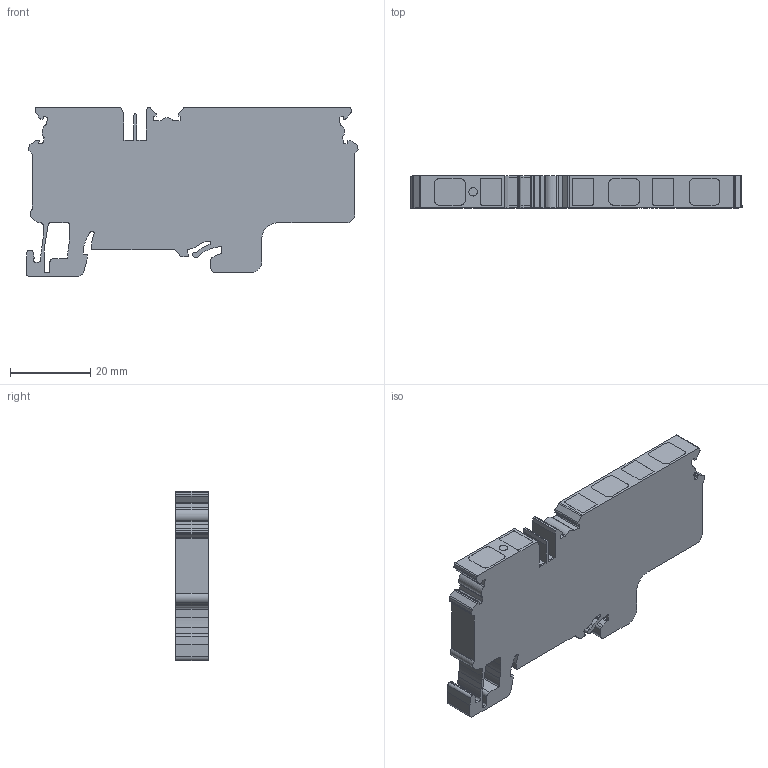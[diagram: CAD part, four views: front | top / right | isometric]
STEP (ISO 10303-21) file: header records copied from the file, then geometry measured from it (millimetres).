
FILE_DESCRIPTION(/* description */ (''),/* implementation_level */ '2;1');
FILE_NAME(/* name */ 'CXG6_3.stp',/* time_stamp */ '2016-06-20T11:59:24-04:00',/* author */ ('CAD Station'),/* organization */ (''),/* preprocessor_version */ 'ST-DEVELOPER v16.1',/* originating_system */ 'Autodesk Inventor 2016',/* authorisation */ '');
FILE_SCHEMA (('AUTOMOTIVE_DESIGN { 1 0 10303 214 3 1 1 }'));
Length unit declared in the file: metre
Products named in the file (1): CXG6_3
Bounding box: 82.85 x 8 x 42.2 mm (x, y, z)
Volume: 21457.4 mm3; surface area: 8386.9 mm2
Topology: 1 solids, 1 shells, 268 faces, 777 edges, 518 vertices
Faces by surface type: plane 145, cylinder 123
Full cylindrical faces by diameter (mm): 2.1 x1
Entity records: 9192 total; most frequent: CARTESIAN_POINT 1563, DIRECTION 1560, ORIENTED_EDGE 1552, EDGE_CURVE 776, LINE 530, VECTOR 530, VERTEX_POINT 518, AXIS2_PLACEMENT_3D 515
